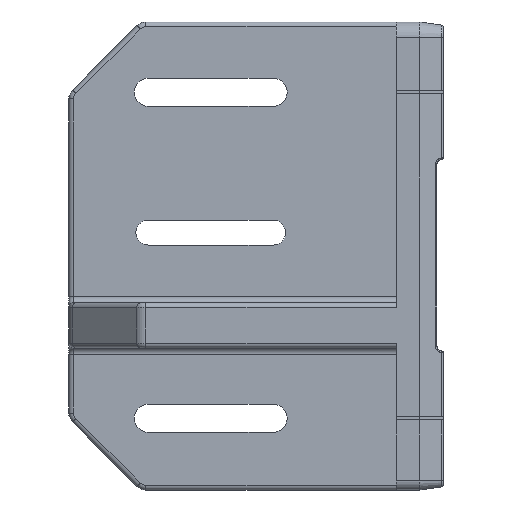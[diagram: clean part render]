
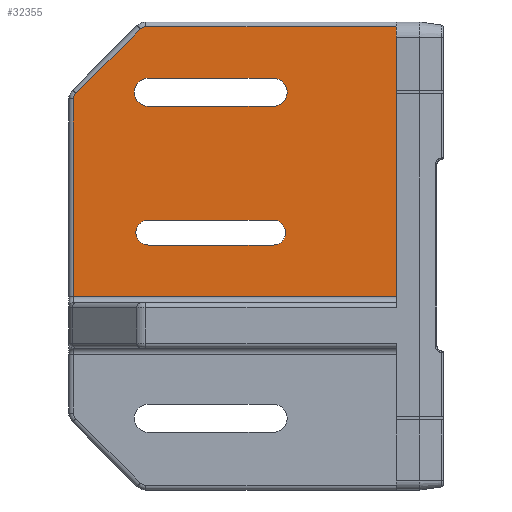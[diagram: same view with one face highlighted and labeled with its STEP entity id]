
A CAD part, left-side view. The second image highlights one B-rep face of the part: STEP entity #32355.
In plain terms, the highlighted planar face has unit normal (-1, 0, 0).
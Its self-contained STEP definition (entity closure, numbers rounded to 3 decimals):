
#33=FACE_BOUND('',#10001,.T.);
#34=FACE_BOUND('',#10002,.T.);
#106=PLANE('',#34941);
#4051=LINE('',#53681,#5802);
#4184=LINE('',#54147,#5935);
#4185=LINE('',#54148,#5936);
#4186=LINE('',#54150,#5937);
#4187=LINE('',#54154,#5938);
#4188=LINE('',#54160,#5939);
#4189=LINE('',#54163,#5940);
#4190=LINE('',#54168,#5941);
#4191=LINE('',#54171,#5942);
#5802=VECTOR('',#38837,86.5);
#5935=VECTOR('',#39078,63.343);
#5936=VECTOR('',#39079,103.5);
#5937=VECTOR('',#39080,80.343);
#5938=VECTOR('',#39083,29.213);
#5939=VECTOR('',#39088,40.);
#5940=VECTOR('',#39091,40.);
#5941=VECTOR('',#39094,40.);
#5942=VECTOR('',#39097,40.);
#7808=FACE_OUTER_BOUND('',#10000,.T.);
#10000=EDGE_LOOP('',(#23427,#23428,#23429,#23430,#23431,#23432,#23433));
#10001=EDGE_LOOP('',(#23434,#23435,#23436,#23437));
#10002=EDGE_LOOP('',(#23438,#23439,#23440,#23441));
#12501=CIRCLE('',#34942,2.5);
#12502=CIRCLE('',#34943,2.5);
#12503=CIRCLE('',#34944,4.5);
#12504=CIRCLE('',#34945,4.5);
#12505=CIRCLE('',#34946,4.);
#12506=CIRCLE('',#34947,4.);
#14892=VERTEX_POINT('',#53678);
#14893=VERTEX_POINT('',#53680);
#15051=VERTEX_POINT('',#54145);
#15052=VERTEX_POINT('',#54146);
#15053=VERTEX_POINT('',#54149);
#15054=VERTEX_POINT('',#54151);
#15055=VERTEX_POINT('',#54153);
#15056=VERTEX_POINT('',#54156);
#15057=VERTEX_POINT('',#54157);
#15058=VERTEX_POINT('',#54159);
#15059=VERTEX_POINT('',#54161);
#15060=VERTEX_POINT('',#54164);
#15061=VERTEX_POINT('',#54165);
#15062=VERTEX_POINT('',#54167);
#15063=VERTEX_POINT('',#54169);
#18060=EDGE_CURVE('',#14893,#14892,#4051,.T.);
#18245=EDGE_CURVE('',#15051,#15052,#4184,.T.);
#18246=EDGE_CURVE('',#15052,#14893,#4185,.T.);
#18247=EDGE_CURVE('',#14892,#15053,#4186,.T.);
#18248=EDGE_CURVE('',#15053,#15054,#12501,.T.);
#18249=EDGE_CURVE('',#15054,#15055,#4187,.T.);
#18250=EDGE_CURVE('',#15055,#15051,#12502,.T.);
#18251=EDGE_CURVE('',#15056,#15057,#12503,.T.);
#18252=EDGE_CURVE('',#15057,#15058,#4188,.T.);
#18253=EDGE_CURVE('',#15058,#15059,#12504,.T.);
#18254=EDGE_CURVE('',#15059,#15056,#4189,.T.);
#18255=EDGE_CURVE('',#15060,#15061,#12505,.T.);
#18256=EDGE_CURVE('',#15061,#15062,#4190,.T.);
#18257=EDGE_CURVE('',#15062,#15063,#12506,.T.);
#18258=EDGE_CURVE('',#15063,#15060,#4191,.T.);
#23427=ORIENTED_EDGE('',*,*,#18245,.T.);
#23428=ORIENTED_EDGE('',*,*,#18246,.T.);
#23429=ORIENTED_EDGE('',*,*,#18060,.T.);
#23430=ORIENTED_EDGE('',*,*,#18247,.T.);
#23431=ORIENTED_EDGE('',*,*,#18248,.T.);
#23432=ORIENTED_EDGE('',*,*,#18249,.T.);
#23433=ORIENTED_EDGE('',*,*,#18250,.T.);
#23434=ORIENTED_EDGE('',*,*,#18251,.T.);
#23435=ORIENTED_EDGE('',*,*,#18252,.T.);
#23436=ORIENTED_EDGE('',*,*,#18253,.T.);
#23437=ORIENTED_EDGE('',*,*,#18254,.T.);
#23438=ORIENTED_EDGE('',*,*,#18255,.T.);
#23439=ORIENTED_EDGE('',*,*,#18256,.T.);
#23440=ORIENTED_EDGE('',*,*,#18257,.T.);
#23441=ORIENTED_EDGE('',*,*,#18258,.T.);
#32355=ADVANCED_FACE('',(#7808,#33,#34),#106,.F.);
#34941=AXIS2_PLACEMENT_3D('',#54144,#39076,#39077);
#34942=AXIS2_PLACEMENT_3D('',#54152,#39081,#39082);
#34943=AXIS2_PLACEMENT_3D('',#54155,#39084,#39085);
#34944=AXIS2_PLACEMENT_3D('',#54158,#39086,#39087);
#34945=AXIS2_PLACEMENT_3D('',#54162,#39089,#39090);
#34946=AXIS2_PLACEMENT_3D('',#54166,#39092,#39093);
#34947=AXIS2_PLACEMENT_3D('',#54170,#39095,#39096);
#38837=DIRECTION('',(0.,0.,1.));
#39076=DIRECTION('center_axis',(1.,0.,0.));
#39077=DIRECTION('ref_axis',(0.,1.,0.));
#39078=DIRECTION('',(0.,0.,-1.));
#39079=DIRECTION('',(0.,-1.,0.));
#39080=DIRECTION('',(0.,1.,0.));
#39081=DIRECTION('center_axis',(-1.,0.,0.));
#39082=DIRECTION('ref_axis',(0.,0.,-1.));
#39083=DIRECTION('',(0.,0.707,-0.707));
#39084=DIRECTION('center_axis',(-1.,0.,0.));
#39085=DIRECTION('ref_axis',(0.,0.,-1.));
#39086=DIRECTION('center_axis',(1.,0.,0.));
#39087=DIRECTION('ref_axis',(0.,0.,-1.));
#39088=DIRECTION('',(0.,-1.,0.));
#39089=DIRECTION('center_axis',(1.,0.,0.));
#39090=DIRECTION('ref_axis',(0.,0.,-1.));
#39091=DIRECTION('',(0.,1.,0.));
#39092=DIRECTION('center_axis',(1.,0.,0.));
#39093=DIRECTION('ref_axis',(0.,0.,-1.));
#39094=DIRECTION('',(0.,-1.,0.));
#39095=DIRECTION('center_axis',(1.,0.,0.));
#39096=DIRECTION('ref_axis',(0.,0.,-1.));
#39097=DIRECTION('',(0.,1.,0.));
#53678=CARTESIAN_POINT('',(15.,7.5,73.5));
#53680=CARTESIAN_POINT('',(15.,7.5,-13.));
#53681=CARTESIAN_POINT('',(15.,7.5,70.));
#54144=CARTESIAN_POINT('Origin',(15.,112.5,-15.));
#54145=CARTESIAN_POINT('',(15.,111.,50.343));
#54146=CARTESIAN_POINT('',(15.,111.,-13.));
#54147=CARTESIAN_POINT('',(15.,111.,-13.));
#54148=CARTESIAN_POINT('',(15.,7.5,-13.));
#54149=CARTESIAN_POINT('',(15.,87.843,73.5));
#54150=CARTESIAN_POINT('',(15.,112.5,73.5));
#54151=CARTESIAN_POINT('',(15.,89.611,72.768));
#54152=CARTESIAN_POINT('Origin',(15.,87.843,71.));
#54153=CARTESIAN_POINT('',(15.,110.268,52.111));
#54154=CARTESIAN_POINT('',(15.,110.268,52.111));
#54155=CARTESIAN_POINT('Origin',(15.,108.5,50.343));
#54156=CARTESIAN_POINT('',(15.,87.,48.));
#54157=CARTESIAN_POINT('',(15.,87.,57.));
#54158=CARTESIAN_POINT('Origin',(15.,87.,52.5));
#54159=CARTESIAN_POINT('',(15.,47.,57.));
#54160=CARTESIAN_POINT('',(15.,87.,57.));
#54161=CARTESIAN_POINT('',(15.,47.,48.));
#54162=CARTESIAN_POINT('Origin',(15.,47.,52.5));
#54163=CARTESIAN_POINT('',(15.,87.,48.));
#54164=CARTESIAN_POINT('',(15.,87.,3.5));
#54165=CARTESIAN_POINT('',(15.,87.,11.5));
#54166=CARTESIAN_POINT('Origin',(15.,87.,7.5));
#54167=CARTESIAN_POINT('',(15.,47.,11.5));
#54168=CARTESIAN_POINT('',(15.,87.,11.5));
#54169=CARTESIAN_POINT('',(15.,47.,3.5));
#54170=CARTESIAN_POINT('Origin',(15.,47.,7.5));
#54171=CARTESIAN_POINT('',(15.,87.,3.5));
